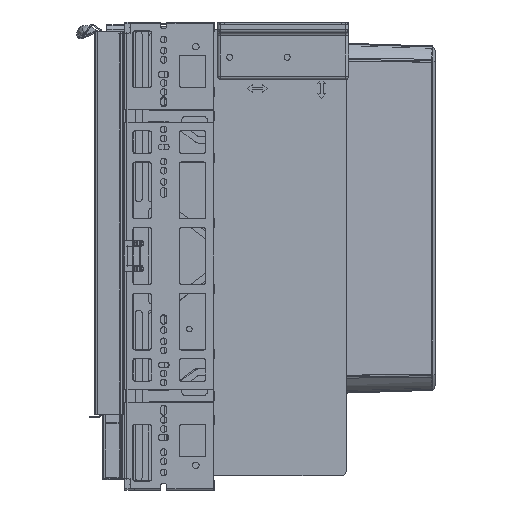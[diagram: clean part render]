
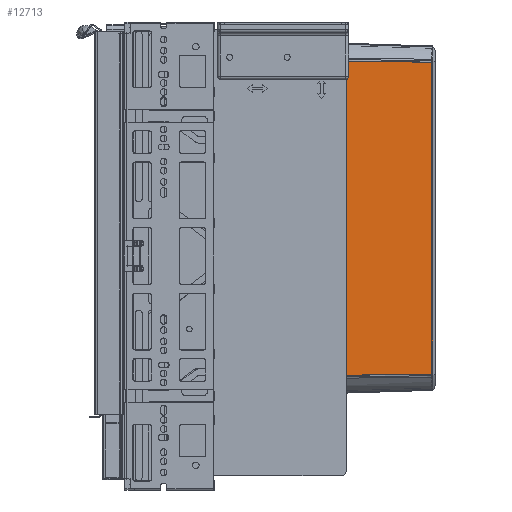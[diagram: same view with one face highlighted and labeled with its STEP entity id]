
A CAD part, left-side view. The second image highlights one B-rep face of the part: STEP entity #12713.
In plain terms, the highlighted planar face has unit normal (-1, -0.031, 0).
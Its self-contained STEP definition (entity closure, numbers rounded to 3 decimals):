
#12713=ADVANCED_FACE('3679',(#30248),#30249,.T.);
#30248=FACE_OUTER_BOUND('',#55919,.T.);
#30249=PLANE('',#55920);
#55919=EDGE_LOOP('',(#92898,#92899,#92900,#92901));
#55920=AXIS2_PLACEMENT_3D('',#92902,#92903,#92904);
#92898=ORIENTED_EDGE('',*,*,#124032,.T.);
#92899=ORIENTED_EDGE('',*,*,#124033,.F.);
#92900=ORIENTED_EDGE('',*,*,#123991,.F.);
#92901=ORIENTED_EDGE('',*,*,#124031,.F.);
#92902=CARTESIAN_POINT('',(-355.499,-130.469,-191.5));
#92903=DIRECTION('',(-1.,-0.031,0.0));
#92904=DIRECTION('',(0.031,-1.,0.0));
#123991=EDGE_CURVE('3335',#143523,#143525,#143526,.T.);
#124031=EDGE_CURVE('3370',#143576,#143523,#143578,.T.);
#124032=EDGE_CURVE('3374',#143576,#143579,#143580,.T.);
#124033=EDGE_CURVE('3373',#143525,#143579,#143581,.T.);
#143523=VERTEX_POINT('',#177770);
#143525=VERTEX_POINT('',#177778);
#143526=LINE('',#177779,#177780);
#143576=VERTEX_POINT('',#177948);
#143578=LINE('',#177955,#177956);
#143579=VERTEX_POINT('',#177957);
#143580=LINE('',#177958,#177959);
#143581=LINE('',#177960,#177961);
#177770=CARTESIAN_POINT('',(-359.871,9.8,-349.929));
#177778=CARTESIAN_POINT('',(-359.871,9.8,-33.07));
#177779=CARTESIAN_POINT('',(-359.871,9.8,-349.929));
#177780=VECTOR('',#206963,316.858);
#177948=CARTESIAN_POINT('',(-350.516,-290.329,-346.08));
#177955=CARTESIAN_POINT('',(-350.516,-290.329,-346.08));
#177956=VECTOR('',#206994,300.299);
#177957=CARTESIAN_POINT('',(-350.516,-290.329,-36.92));
#177958=CARTESIAN_POINT('',(-350.516,-290.329,-346.08));
#177959=VECTOR('',#206995,309.161);
#177960=CARTESIAN_POINT('',(-359.871,9.8,-33.07));
#177961=VECTOR('',#206996,300.299);
#206963=DIRECTION('',(0.,0.,1.0));
#206994=DIRECTION('',(-0.031,0.999,-0.013));
#206995=DIRECTION('',(0.,0.,1.0));
#206996=DIRECTION('',(0.031,-0.999,-0.013));
